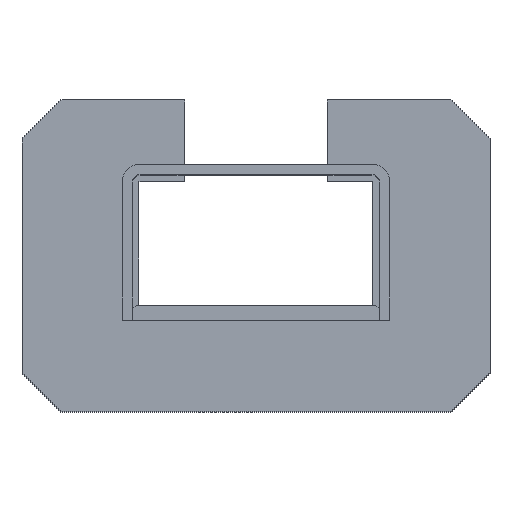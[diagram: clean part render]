
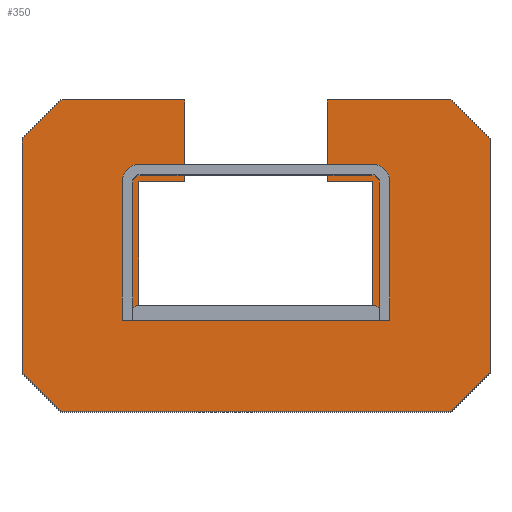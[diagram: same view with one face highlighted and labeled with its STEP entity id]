
A CAD part, top view. The second image highlights one B-rep face of the part: STEP entity #350.
In plain terms, the highlighted planar face has unit normal (0, 0, 1).
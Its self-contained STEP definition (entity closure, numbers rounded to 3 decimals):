
#69=DIRECTION('',(-0.707,-0.707,0.));
#70=VECTOR('',#69,21.213);
#71=CARTESIAN_POINT('',(-75.,120.,6.));
#72=LINE('',#71,#70);
#73=DIRECTION('',(-0.707,0.707,0.));
#74=VECTOR('',#73,21.213);
#75=CARTESIAN_POINT('',(90.,105.,6.));
#76=LINE('',#75,#74);
#77=DIRECTION('',(0.707,0.707,0.));
#78=VECTOR('',#77,21.213);
#79=CARTESIAN_POINT('',(75.,0.,6.));
#80=LINE('',#79,#78);
#81=DIRECTION('',(0.707,-0.707,0.));
#82=VECTOR('',#81,21.213);
#83=CARTESIAN_POINT('',(-90.,15.,6.));
#84=LINE('',#83,#82);
#89=DIRECTION('',(0.,1.,0.));
#90=VECTOR('',#89,90.);
#91=CARTESIAN_POINT('',(-90.,15.,6.));
#92=LINE('',#91,#90);
#101=DIRECTION('',(-1.,0.,0.));
#102=VECTOR('',#101,150.);
#103=CARTESIAN_POINT('',(75.,0.,6.));
#104=LINE('',#103,#102);
#109=DIRECTION('',(0.,-1.,0.));
#110=VECTOR('',#109,90.);
#111=CARTESIAN_POINT('',(90.,105.,6.));
#112=LINE('',#111,#110);
#125=DIRECTION('',(1.,0.,0.));
#126=VECTOR('',#125,47.5);
#127=CARTESIAN_POINT('',(27.5,120.,6.));
#128=LINE('',#127,#126);
#133=DIRECTION('',(0.,1.,0.));
#134=VECTOR('',#133,31.5);
#135=CARTESIAN_POINT('',(27.5,88.5,6.));
#136=LINE('',#135,#134);
#141=DIRECTION('',(-1.,0.,0.));
#142=VECTOR('',#141,17.5);
#143=CARTESIAN_POINT('',(45.,88.5,6.));
#144=LINE('',#143,#142);
#149=DIRECTION('',(0.,1.,0.));
#150=VECTOR('',#149,52.);
#151=CARTESIAN_POINT('',(45.,36.5,6.));
#152=LINE('',#151,#150);
#157=DIRECTION('',(1.,0.,0.));
#158=VECTOR('',#157,90.);
#159=CARTESIAN_POINT('',(-45.,36.5,6.));
#160=LINE('',#159,#158);
#165=DIRECTION('',(0.,-1.,0.));
#166=VECTOR('',#165,52.);
#167=CARTESIAN_POINT('',(-45.,88.5,6.));
#168=LINE('',#167,#166);
#173=DIRECTION('',(-1.,0.,0.));
#174=VECTOR('',#173,17.5);
#175=CARTESIAN_POINT('',(-27.5,88.5,6.));
#176=LINE('',#175,#174);
#181=DIRECTION('',(0.,-1.,0.));
#182=VECTOR('',#181,31.5);
#183=CARTESIAN_POINT('',(-27.5,120.,6.));
#184=LINE('',#183,#182);
#189=DIRECTION('',(1.,0.,0.));
#190=VECTOR('',#189,47.5);
#191=CARTESIAN_POINT('',(-75.,120.,6.));
#192=LINE('',#191,#190);
#193=CARTESIAN_POINT('',(-75.,120.,6.));
#194=CARTESIAN_POINT('',(-90.,105.,6.));
#195=VERTEX_POINT('',#193);
#196=VERTEX_POINT('',#194);
#201=CARTESIAN_POINT('',(-27.5,120.,6.));
#202=VERTEX_POINT('',#201);
#205=CARTESIAN_POINT('',(-27.5,88.5,6.));
#207=VERTEX_POINT('',#205);
#209=CARTESIAN_POINT('',(-45.,88.5,6.));
#211=VERTEX_POINT('',#209);
#213=CARTESIAN_POINT('',(-45.,36.5,6.));
#215=VERTEX_POINT('',#213);
#217=CARTESIAN_POINT('',(45.,36.5,6.));
#219=VERTEX_POINT('',#217);
#221=CARTESIAN_POINT('',(45.,88.5,6.));
#223=VERTEX_POINT('',#221);
#225=CARTESIAN_POINT('',(27.5,88.5,6.));
#227=VERTEX_POINT('',#225);
#229=CARTESIAN_POINT('',(27.5,120.,6.));
#231=VERTEX_POINT('',#229);
#233=CARTESIAN_POINT('',(75.,120.,6.));
#235=VERTEX_POINT('',#233);
#237=CARTESIAN_POINT('',(90.,105.,6.));
#238=VERTEX_POINT('',#237);
#241=CARTESIAN_POINT('',(90.,15.,6.));
#242=VERTEX_POINT('',#241);
#245=CARTESIAN_POINT('',(75.,0.,6.));
#246=VERTEX_POINT('',#245);
#249=CARTESIAN_POINT('',(-75.,0.,6.));
#251=VERTEX_POINT('',#249);
#253=CARTESIAN_POINT('',(-90.,15.,6.));
#254=VERTEX_POINT('',#253);
#312=CARTESIAN_POINT('',(0.,0.,6.));
#313=DIRECTION('',(0.,0.,1.));
#314=DIRECTION('',(1.,0.,0.));
#315=AXIS2_PLACEMENT_3D('',#312,#313,#314);
#316=PLANE('',#315);
#318=ORIENTED_EDGE('',*,*,#317,.T.);
#319=ORIENTED_EDGE('',*,*,#302,.F.);
#321=ORIENTED_EDGE('',*,*,#320,.T.);
#323=ORIENTED_EDGE('',*,*,#322,.T.);
#325=ORIENTED_EDGE('',*,*,#324,.T.);
#327=ORIENTED_EDGE('',*,*,#326,.T.);
#329=ORIENTED_EDGE('',*,*,#328,.T.);
#331=ORIENTED_EDGE('',*,*,#330,.T.);
#333=ORIENTED_EDGE('',*,*,#332,.T.);
#335=ORIENTED_EDGE('',*,*,#334,.T.);
#337=ORIENTED_EDGE('',*,*,#336,.T.);
#339=ORIENTED_EDGE('',*,*,#338,.F.);
#341=ORIENTED_EDGE('',*,*,#340,.T.);
#343=ORIENTED_EDGE('',*,*,#342,.F.);
#345=ORIENTED_EDGE('',*,*,#344,.T.);
#347=ORIENTED_EDGE('',*,*,#346,.F.);
#348=EDGE_LOOP('',(#318,#319,#321,#323,#325,#327,#329,#331,#333,#335,#337,#339,
#341,#343,#345,#347));
#349=FACE_OUTER_BOUND('',#348,.F.);
#350=ADVANCED_FACE('',(#349),#316,.T.);
#302=EDGE_CURVE('',#195,#196,#72,.T.);
#317=EDGE_CURVE('',#254,#196,#92,.T.);
#320=EDGE_CURVE('',#195,#202,#192,.T.);
#322=EDGE_CURVE('',#202,#207,#184,.T.);
#324=EDGE_CURVE('',#207,#211,#176,.T.);
#326=EDGE_CURVE('',#211,#215,#168,.T.);
#328=EDGE_CURVE('',#215,#219,#160,.T.);
#330=EDGE_CURVE('',#219,#223,#152,.T.);
#332=EDGE_CURVE('',#223,#227,#144,.T.);
#334=EDGE_CURVE('',#227,#231,#136,.T.);
#336=EDGE_CURVE('',#231,#235,#128,.T.);
#338=EDGE_CURVE('',#238,#235,#76,.T.);
#340=EDGE_CURVE('',#238,#242,#112,.T.);
#342=EDGE_CURVE('',#246,#242,#80,.T.);
#344=EDGE_CURVE('',#246,#251,#104,.T.);
#346=EDGE_CURVE('',#254,#251,#84,.T.);
